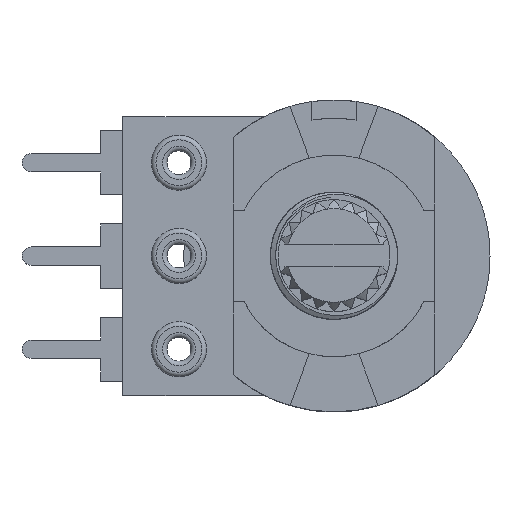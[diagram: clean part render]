
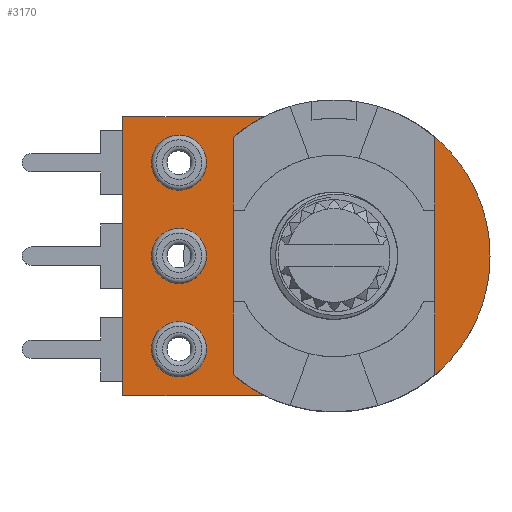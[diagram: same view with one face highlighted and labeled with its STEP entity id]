
A CAD part, top view. The second image highlights one B-rep face of the part: STEP entity #3170.
In plain terms, the highlighted planar face has unit normal (0, 0, 1).
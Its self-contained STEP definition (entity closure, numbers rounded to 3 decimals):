
#99=FACE_BOUND('',#603,.T.);
#100=FACE_BOUND('',#604,.T.);
#101=FACE_BOUND('',#605,.T.);
#102=FACE_BOUND('',#606,.T.);
#215=PLANE('',#3480);
#404=FACE_OUTER_BOUND('',#602,.T.);
#602=EDGE_LOOP('',(#2922,#2923,#2924,#2925));
#603=EDGE_LOOP('',(#2926));
#604=EDGE_LOOP('',(#2927));
#605=EDGE_LOOP('',(#2928));
#606=EDGE_LOOP('',(#2929,#2930,#2931,#2932));
#630=CIRCLE('',#3261,1.5);
#637=CIRCLE('',#3273,1.5);
#642=CIRCLE('',#3281,1.5);
#710=CIRCLE('',#3465,8.495);
#711=CIRCLE('',#3468,8.495);
#715=CIRCLE('',#3477,8.5);
#1007=LINE('',#7153,#1258);
#1011=LINE('',#7162,#1262);
#1020=LINE('',#7187,#1271);
#1023=LINE('',#7195,#1274);
#1025=LINE('',#7198,#1276);
#1258=VECTOR('',#4273,10.);
#1262=VECTOR('',#4283,10.);
#1271=VECTOR('',#4310,10.);
#1274=VECTOR('',#4319,10.);
#1276=VECTOR('',#4323,10.);
#1390=VERTEX_POINT('',#5415);
#1395=VERTEX_POINT('',#5434);
#1399=VERTEX_POINT('',#5447);
#1543=VERTEX_POINT('',#7151);
#1544=VERTEX_POINT('',#7152);
#1545=VERTEX_POINT('',#7157);
#1546=VERTEX_POINT('',#7161);
#1552=VERTEX_POINT('',#7184);
#1553=VERTEX_POINT('',#7186);
#1554=VERTEX_POINT('',#7190);
#1555=VERTEX_POINT('',#7194);
#1716=EDGE_CURVE('',#1390,#1390,#630,.T.);
#1725=EDGE_CURVE('',#1395,#1395,#637,.T.);
#1731=EDGE_CURVE('',#1399,#1399,#642,.T.);
#1990=EDGE_CURVE('',#1543,#1544,#1007,.T.);
#1993=EDGE_CURVE('',#1544,#1545,#710,.T.);
#1995=EDGE_CURVE('',#1545,#1546,#1011,.T.);
#1997=EDGE_CURVE('',#1546,#1543,#711,.T.);
#2008=EDGE_CURVE('',#1553,#1552,#1020,.T.);
#2010=EDGE_CURVE('',#1554,#1553,#715,.T.);
#2012=EDGE_CURVE('',#1555,#1554,#1023,.T.);
#2014=EDGE_CURVE('',#1552,#1555,#1025,.T.);
#2922=ORIENTED_EDGE('',*,*,#2014,.T.);
#2923=ORIENTED_EDGE('',*,*,#2012,.T.);
#2924=ORIENTED_EDGE('',*,*,#2010,.T.);
#2925=ORIENTED_EDGE('',*,*,#2008,.T.);
#2926=ORIENTED_EDGE('',*,*,#1716,.T.);
#2927=ORIENTED_EDGE('',*,*,#1725,.T.);
#2928=ORIENTED_EDGE('',*,*,#1731,.T.);
#2929=ORIENTED_EDGE('',*,*,#1990,.T.);
#2930=ORIENTED_EDGE('',*,*,#1993,.T.);
#2931=ORIENTED_EDGE('',*,*,#1995,.T.);
#2932=ORIENTED_EDGE('',*,*,#1997,.T.);
#3170=ADVANCED_FACE('',(#404,#99,#100,#101,#102),#215,.T.);
#3261=AXIS2_PLACEMENT_3D('',#5417,#3721,#3722);
#3273=AXIS2_PLACEMENT_3D('',#5436,#3747,#3748);
#3281=AXIS2_PLACEMENT_3D('',#5449,#3764,#3765);
#3465=AXIS2_PLACEMENT_3D('',#7158,#4278,#4279);
#3468=AXIS2_PLACEMENT_3D('',#7165,#4287,#4288);
#3477=AXIS2_PLACEMENT_3D('',#7191,#4314,#4315);
#3480=AXIS2_PLACEMENT_3D('',#7199,#4324,#4325);
#3721=DIRECTION('center_axis',(0.,0.,-1.));
#3722=DIRECTION('ref_axis',(1.,0.,0.));
#3747=DIRECTION('center_axis',(0.,0.,-1.));
#3748=DIRECTION('ref_axis',(1.,0.,0.));
#3764=DIRECTION('center_axis',(0.,0.,-1.));
#3765=DIRECTION('ref_axis',(1.,0.,0.));
#4273=DIRECTION('',(0.,1.,0.));
#4278=DIRECTION('center_axis',(0.,0.,-1.));
#4279=DIRECTION('ref_axis',(1.,0.,0.));
#4283=DIRECTION('',(0.,-1.,0.));
#4287=DIRECTION('center_axis',(0.,0.,-1.));
#4288=DIRECTION('ref_axis',(1.,0.,0.));
#4310=DIRECTION('',(-1.,0.,0.));
#4314=DIRECTION('center_axis',(0.,0.,1.));
#4315=DIRECTION('ref_axis',(-0.448,-0.894,0.));
#4319=DIRECTION('',(1.,0.,0.));
#4323=DIRECTION('',(0.,-1.,0.));
#4324=DIRECTION('center_axis',(0.,0.,1.));
#4325=DIRECTION('ref_axis',(1.,0.,0.));
#5415=CARTESIAN_POINT('',(-9.95,-5.08,7.25));
#5417=CARTESIAN_POINT('Origin',(-8.45,-5.08,7.25));
#5434=CARTESIAN_POINT('',(-9.95,0.,7.25));
#5436=CARTESIAN_POINT('Origin',(-8.45,0.,7.25));
#5447=CARTESIAN_POINT('',(-9.95,5.08,7.25));
#5449=CARTESIAN_POINT('Origin',(-8.45,5.08,7.25));
#7151=CARTESIAN_POINT('',(-5.5,-6.474,7.25));
#7152=CARTESIAN_POINT('',(-5.5,6.474,7.25));
#7153=CARTESIAN_POINT('',(-5.5,3.237,7.25));
#7157=CARTESIAN_POINT('',(5.5,6.474,7.25));
#7158=CARTESIAN_POINT('Origin',(0.,0.,7.25));
#7161=CARTESIAN_POINT('',(5.5,-6.474,7.25));
#7162=CARTESIAN_POINT('',(5.5,-3.237,7.25));
#7165=CARTESIAN_POINT('Origin',(0.,0.,7.25));
#7184=CARTESIAN_POINT('',(-11.5,7.6,7.25));
#7186=CARTESIAN_POINT('',(-3.807,7.6,7.25));
#7187=CARTESIAN_POINT('',(-11.5,7.6,7.25));
#7190=CARTESIAN_POINT('',(-3.807,-7.6,7.25));
#7191=CARTESIAN_POINT('Origin',(0.,0.,7.25));
#7194=CARTESIAN_POINT('',(-11.5,-7.6,7.25));
#7195=CARTESIAN_POINT('',(-11.5,-7.6,7.25));
#7198=CARTESIAN_POINT('',(-11.5,0.,7.25));
#7199=CARTESIAN_POINT('Origin',(-1.5,0.,7.25));
